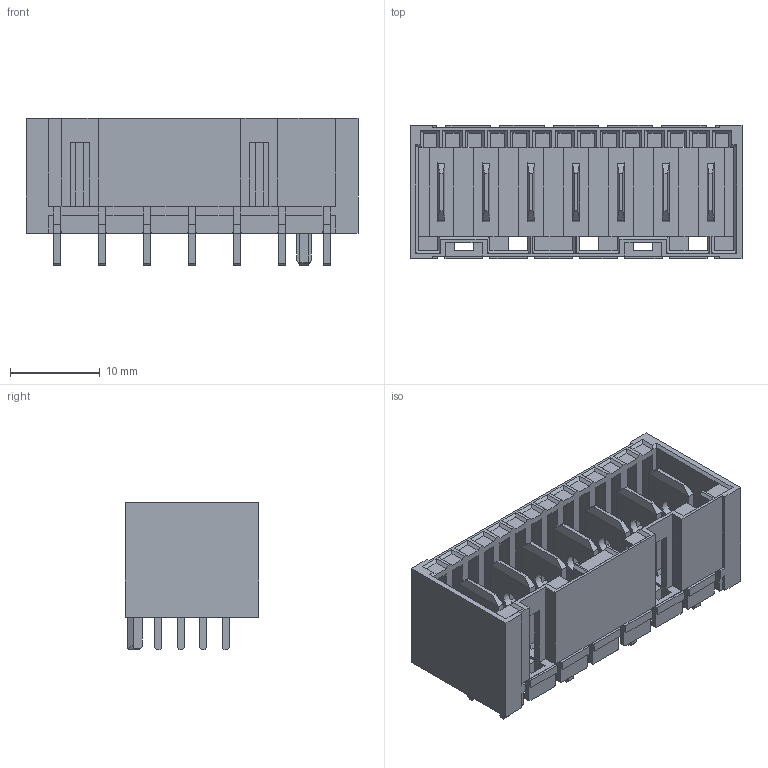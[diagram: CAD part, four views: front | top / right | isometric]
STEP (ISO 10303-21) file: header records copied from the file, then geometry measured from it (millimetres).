
FILE_DESCRIPTION(/* description */ ('Unknown'),/* implementation_level */ '2;1');
FILE_NAME(/* name */ 'J_Wurth_WR-RAST_637101110107',/* time_stamp */ '2025-08-29T11:32:07+08:00',/* author */ ('Unknown'),/* organization */ ('Unknown'),/* preprocessor_version */ 'ST-DEVELOPER v19.4',/* originating_system */ 'Solid Edge',/* authorisation */ 'Unknown');
FILE_SCHEMA (('AUTOMOTIVE_DESIGN {1 0 10303 214 3 1 1}'));
Length unit declared in the file: millimetre
Products named in the file (2): J_Wurth_WR-RAST_637101110107
Assembly tree (1 placements, depth 2):
  J_Wurth_WR-RAST_637101110107
    J_Wurth_WR-RAST_637101110107
Bounding box: 37 x 14.9 x 16.4 mm (x, y, z)
Volume: 2273.1 mm3; surface area: 5834.8 mm2
Topology: 1 solids, 1 shells, 813 faces, 2432 edges, 1579 vertices
Faces by surface type: plane 750, cylinder 63
Full cylindrical faces by diameter (mm): 2 x7
Entity records: 32618 total; most frequent: ORIENTED_EDGE 4850, CARTESIAN_POINT 4819, DIRECTION 4183, EDGE_CURVE 2425, LINE 2297, VECTOR 2297, VERTEX_POINT 1579, AXIS2_PLACEMENT_3D 943
